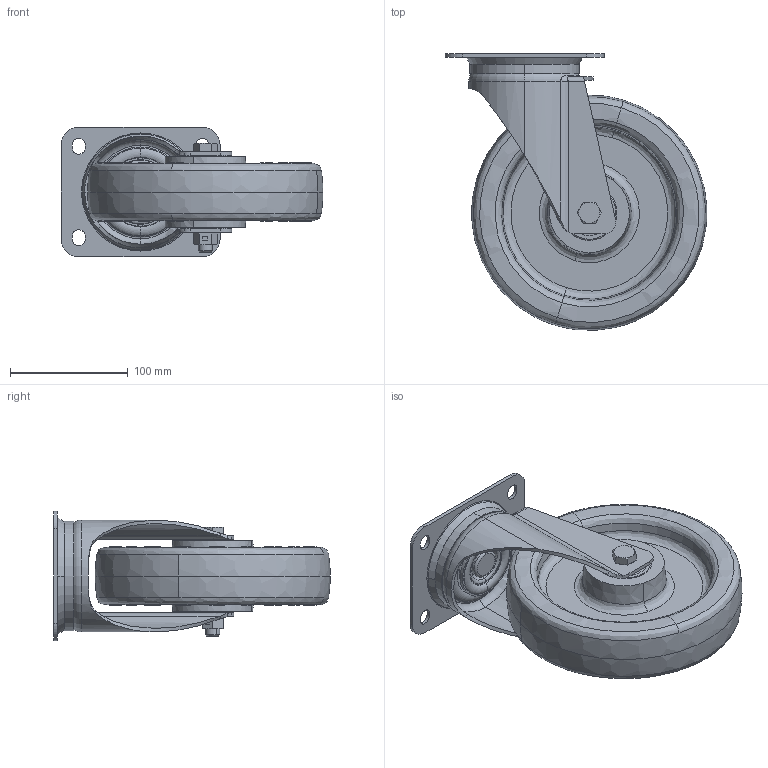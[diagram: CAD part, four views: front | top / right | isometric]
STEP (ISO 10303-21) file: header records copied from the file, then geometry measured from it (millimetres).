
FILE_DESCRIPTION (( 'STEP AP214' ), '1' );
FILE_NAME ('0055896.step', '2023-08-16T10:15:59', ( '' ), ( '' ), 'SwSTEP 2.0', 'SolidWorks 2020', '' );
FILE_SCHEMA (( 'AUTOMOTIVE_DESIGN' ));
Length unit declared in the file: millimetre
Products named in the file (1): 0055896
Bounding box: 222.36 x 234.86 x 110 mm (x, y, z)
Volume: 1179491.4 mm3; surface area: 261973.4 mm2
Topology: 27 solids, 27 shells, 483 faces, 1053 edges, 619 vertices
Faces by surface type: cylinder 114, torus 110, plane 109, cone 84, bspline 42, sphere 24
Entity records: 22851 total; most frequent: CARTESIAN_POINT 6796, DIRECTION 2381, ORIENTED_EDGE 2010, AXIS2_PLACEMENT_3D 1045, EDGE_CURVE 1005, CIRCLE 603, VERTEX_POINT 595, EDGE_LOOP 548
